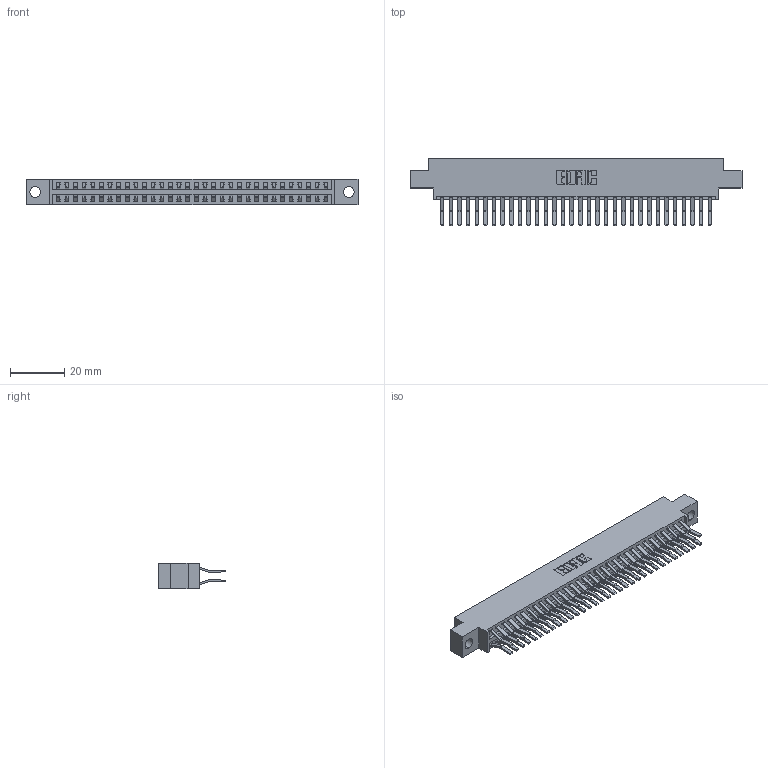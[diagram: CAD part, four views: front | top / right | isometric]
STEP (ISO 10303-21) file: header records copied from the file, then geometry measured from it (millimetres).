
FILE_DESCRIPTION (( 'STEP AP203' ), '1' );
FILE_NAME ('396-064-560-804.STEP', '2018-09-08T18:20:40', ( '' ), ( '' ), 'SwSTEP 2.0', 'SolidWorks 2016', '' );
FILE_SCHEMA (( 'CONFIG_CONTROL_DESIGN' ));
Length unit declared in the file: inch
Products named in the file (3): 346 Part_0.170 Offset - 0.156 Dia-TH; 345-292-001_560 Tail; 396-064-560-804
Assembly tree (65 placements, depth 2):
  396-064-560-804
    346 Part_0.170 Offset - 0.156 Dia-TH
    345-292-001_560 Tail  x64
Bounding box: 122.17 x 24.78 x 9.4 mm (x, y, z)
Volume: 12012.8 mm3; surface area: 17467.4 mm2
Topology: 65 solids, 65 shells, 3582 faces, 10645 edges, 7010 vertices
Faces by surface type: plane 2320, cylinder 1262
Entity records: 22453 total; most frequent: CARTESIAN_POINT 3716, ORIENTED_EDGE 3650, DIRECTION 3329, EDGE_CURVE 1825, LINE 1561, VECTOR 1561, VERTEX_POINT 1214, AXIS2_PLACEMENT_3D 884
